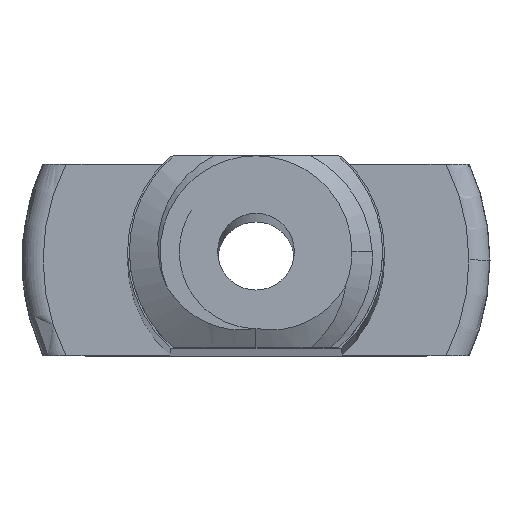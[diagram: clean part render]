
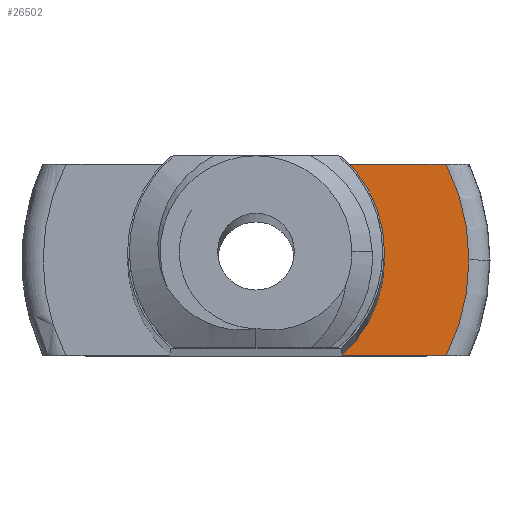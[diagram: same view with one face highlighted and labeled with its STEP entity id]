
A CAD part, top view. The second image highlights one B-rep face of the part: STEP entity #26502.
In plain terms, the highlighted planar face has unit normal (0, 0, 1).
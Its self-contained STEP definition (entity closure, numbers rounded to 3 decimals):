
#7432 = PLANE('',#7433);
#7433 = AXIS2_PLACEMENT_3D('',#7434,#7435,#7436);
#7434 = CARTESIAN_POINT('',(-12.5,-2.5,200.));
#7435 = DIRECTION('',(0.,1.,0.));
#7436 = DIRECTION('',(-1.,0.,0.));
#8221 = PLANE('',#8222);
#8222 = AXIS2_PLACEMENT_3D('',#8223,#8224,#8225);
#8223 = CARTESIAN_POINT('',(-12.5,2.5,200.));
#8224 = DIRECTION('',(0.,-1.,-0.));
#8225 = DIRECTION('',(1.,0.,0.));
#11415 = VERTEX_POINT('',#11416);
#11416 = CARTESIAN_POINT('',(4.955,-2.5,0.));
#11468 = TOROIDAL_SURFACE('',#11469,5.55,0.55);
#11469 = AXIS2_PLACEMENT_3D('',#11470,#11471,#11472);
#11470 = CARTESIAN_POINT('',(0.,0.,-0.55));
#11471 = DIRECTION('',(0.,0.,1.));
#11472 = DIRECTION('',(1.,0.,0.));
#11499 = EDGE_CURVE('',#11500,#11415,#11502,.T.);
#11500 = VERTEX_POINT('',#11501);
#11501 = CARTESIAN_POINT('',(2.23,-2.5,0.));
#11502 = SURFACE_CURVE('',#11503,(#11507,#11514),.PCURVE_S1.);
#11503 = LINE('',#11504,#11505);
#11504 = CARTESIAN_POINT('',(-6.25,-2.5,0.));
#11505 = VECTOR('',#11506,1.);
#11506 = DIRECTION('',(1.,0.,0.));
#11507 = PCURVE('',#7432,#11508);
#11508 = DEFINITIONAL_REPRESENTATION('',(#11509),#11513);
#11509 = LINE('',#11510,#11511);
#11510 = CARTESIAN_POINT('',(-6.25,-200.));
#11511 = VECTOR('',#11512,1.);
#11512 = DIRECTION('',(-1.,0.));
#11513 = ( GEOMETRIC_REPRESENTATION_CONTEXT(2) 
PARAMETRIC_REPRESENTATION_CONTEXT() REPRESENTATION_CONTEXT('2D SPACE',''
  ) );
#11514 = PCURVE('',#11515,#11520);
#11515 = PLANE('',#11516);
#11516 = AXIS2_PLACEMENT_3D('',#11517,#11518,#11519);
#11517 = CARTESIAN_POINT('',(0.,0.,0.));
#11518 = DIRECTION('',(0.,0.,-1.));
#11519 = DIRECTION('',(1.,0.,0.));
#11520 = DEFINITIONAL_REPRESENTATION('',(#11521),#11525);
#11521 = LINE('',#11522,#11523);
#11522 = CARTESIAN_POINT('',(-6.25,2.5));
#11523 = VECTOR('',#11524,1.);
#11524 = DIRECTION('',(1.,0.));
#11525 = ( GEOMETRIC_REPRESENTATION_CONTEXT(2) 
PARAMETRIC_REPRESENTATION_CONTEXT() REPRESENTATION_CONTEXT('2D SPACE',''
  ) );
#11543 = CYLINDRICAL_SURFACE('',#11544,3.35);
#11544 = AXIS2_PLACEMENT_3D('',#11545,#11546,#11547);
#11545 = CARTESIAN_POINT('',(0.,0.,117.35));
#11546 = DIRECTION('',(0.,0.,-1.));
#11547 = DIRECTION('',(1.,0.,0.));
#22953 = TOROIDAL_SURFACE('',#22954,5.55,0.55);
#22954 = AXIS2_PLACEMENT_3D('',#22955,#22956,#22957);
#22955 = CARTESIAN_POINT('',(0.,0.,-0.55));
#22956 = DIRECTION('',(0.,0.,1.));
#22957 = DIRECTION('',(1.,0.,0.));
#24859 = VERTEX_POINT('',#24860);
#24860 = CARTESIAN_POINT('',(4.955,2.5,0.));
#24938 = EDGE_CURVE('',#24939,#24859,#24941,.T.);
#24939 = VERTEX_POINT('',#24940);
#24940 = CARTESIAN_POINT('',(2.23,2.5,0.));
#24941 = SURFACE_CURVE('',#24942,(#24946,#24953),.PCURVE_S1.);
#24942 = LINE('',#24943,#24944);
#24943 = CARTESIAN_POINT('',(-6.25,2.5,0.));
#24944 = VECTOR('',#24945,1.);
#24945 = DIRECTION('',(1.,0.,0.));
#24946 = PCURVE('',#8221,#24947);
#24947 = DEFINITIONAL_REPRESENTATION('',(#24948),#24952);
#24948 = LINE('',#24949,#24950);
#24949 = CARTESIAN_POINT('',(6.25,-200.));
#24950 = VECTOR('',#24951,1.);
#24951 = DIRECTION('',(1.,0.));
#24952 = ( GEOMETRIC_REPRESENTATION_CONTEXT(2) 
PARAMETRIC_REPRESENTATION_CONTEXT() REPRESENTATION_CONTEXT('2D SPACE',''
  ) );
#24953 = PCURVE('',#11515,#24954);
#24954 = DEFINITIONAL_REPRESENTATION('',(#24955),#24959);
#24955 = LINE('',#24956,#24957);
#24956 = CARTESIAN_POINT('',(-6.25,-2.5));
#24957 = VECTOR('',#24958,1.);
#24958 = DIRECTION('',(1.,0.));
#24959 = ( GEOMETRIC_REPRESENTATION_CONTEXT(2) 
PARAMETRIC_REPRESENTATION_CONTEXT() REPRESENTATION_CONTEXT('2D SPACE',''
  ) );
#24975 = CYLINDRICAL_SURFACE('',#24976,3.35);
#24976 = AXIS2_PLACEMENT_3D('',#24977,#24978,#24979);
#24977 = CARTESIAN_POINT('',(0.,0.,117.35));
#24978 = DIRECTION('',(0.,0.,-1.));
#24979 = DIRECTION('',(1.,0.,0.));
#26429 = VERTEX_POINT('',#26430);
#26430 = CARTESIAN_POINT('',(3.35,0.,0.));
#26453 = EDGE_CURVE('',#26429,#11500,#26454,.T.);
#26454 = SURFACE_CURVE('',#26455,(#26460,#26467),.PCURVE_S1.);
#26455 = CIRCLE('',#26456,3.35);
#26456 = AXIS2_PLACEMENT_3D('',#26457,#26458,#26459);
#26457 = CARTESIAN_POINT('',(0.,0.,0.));
#26458 = DIRECTION('',(0.,0.,-1.));
#26459 = DIRECTION('',(1.,0.,0.));
#26460 = PCURVE('',#11543,#26461);
#26461 = DEFINITIONAL_REPRESENTATION('',(#26462),#26466);
#26462 = LINE('',#26463,#26464);
#26463 = CARTESIAN_POINT('',(0.,117.35));
#26464 = VECTOR('',#26465,1.);
#26465 = DIRECTION('',(1.,0.));
#26466 = ( GEOMETRIC_REPRESENTATION_CONTEXT(2) 
PARAMETRIC_REPRESENTATION_CONTEXT() REPRESENTATION_CONTEXT('2D SPACE',''
  ) );
#26467 = PCURVE('',#11515,#26468);
#26468 = DEFINITIONAL_REPRESENTATION('',(#26469),#26473);
#26469 = CIRCLE('',#26470,3.35);
#26470 = AXIS2_PLACEMENT_2D('',#26471,#26472);
#26471 = CARTESIAN_POINT('',(0.,0.));
#26472 = DIRECTION('',(1.,0.));
#26473 = ( GEOMETRIC_REPRESENTATION_CONTEXT(2) 
PARAMETRIC_REPRESENTATION_CONTEXT() REPRESENTATION_CONTEXT('2D SPACE',''
  ) );
#26502 = ADVANCED_FACE('',(#26503),#11515,.F.);
#26503 = FACE_BOUND('',#26504,.T.);
#26504 = EDGE_LOOP('',(#26505,#26506,#26528,#26529,#26530,#26554));
#26505 = ORIENTED_EDGE('',*,*,#24938,.F.);
#26506 = ORIENTED_EDGE('',*,*,#26507,.T.);
#26507 = EDGE_CURVE('',#24939,#26429,#26508,.T.);
#26508 = SURFACE_CURVE('',#26509,(#26514,#26521),.PCURVE_S1.);
#26509 = CIRCLE('',#26510,3.35);
#26510 = AXIS2_PLACEMENT_3D('',#26511,#26512,#26513);
#26511 = CARTESIAN_POINT('',(0.,0.,0.));
#26512 = DIRECTION('',(0.,0.,-1.));
#26513 = DIRECTION('',(1.,0.,0.));
#26514 = PCURVE('',#11515,#26515);
#26515 = DEFINITIONAL_REPRESENTATION('',(#26516),#26520);
#26516 = CIRCLE('',#26517,3.35);
#26517 = AXIS2_PLACEMENT_2D('',#26518,#26519);
#26518 = CARTESIAN_POINT('',(0.,0.));
#26519 = DIRECTION('',(1.,0.));
#26520 = ( GEOMETRIC_REPRESENTATION_CONTEXT(2) 
PARAMETRIC_REPRESENTATION_CONTEXT() REPRESENTATION_CONTEXT('2D SPACE',''
  ) );
#26521 = PCURVE('',#24975,#26522);
#26522 = DEFINITIONAL_REPRESENTATION('',(#26523),#26527);
#26523 = LINE('',#26524,#26525);
#26524 = CARTESIAN_POINT('',(0.,117.35));
#26525 = VECTOR('',#26526,1.);
#26526 = DIRECTION('',(1.,0.));
#26527 = ( GEOMETRIC_REPRESENTATION_CONTEXT(2) 
PARAMETRIC_REPRESENTATION_CONTEXT() REPRESENTATION_CONTEXT('2D SPACE',''
  ) );
#26528 = ORIENTED_EDGE('',*,*,#26453,.T.);
#26529 = ORIENTED_EDGE('',*,*,#11499,.T.);
#26530 = ORIENTED_EDGE('',*,*,#26531,.F.);
#26531 = EDGE_CURVE('',#26532,#11415,#26534,.T.);
#26532 = VERTEX_POINT('',#26533);
#26533 = CARTESIAN_POINT('',(5.55,0.,0.));
#26534 = SURFACE_CURVE('',#26535,(#26540,#26547),.PCURVE_S1.);
#26535 = CIRCLE('',#26536,5.55);
#26536 = AXIS2_PLACEMENT_3D('',#26537,#26538,#26539);
#26537 = CARTESIAN_POINT('',(0.,0.,0.));
#26538 = DIRECTION('',(0.,0.,-1.));
#26539 = DIRECTION('',(1.,0.,0.));
#26540 = PCURVE('',#11515,#26541);
#26541 = DEFINITIONAL_REPRESENTATION('',(#26542),#26546);
#26542 = CIRCLE('',#26543,5.55);
#26543 = AXIS2_PLACEMENT_2D('',#26544,#26545);
#26544 = CARTESIAN_POINT('',(0.,0.));
#26545 = DIRECTION('',(1.,0.));
#26546 = ( GEOMETRIC_REPRESENTATION_CONTEXT(2) 
PARAMETRIC_REPRESENTATION_CONTEXT() REPRESENTATION_CONTEXT('2D SPACE',''
  ) );
#26547 = PCURVE('',#11468,#26548);
#26548 = DEFINITIONAL_REPRESENTATION('',(#26549),#26553);
#26549 = LINE('',#26550,#26551);
#26550 = CARTESIAN_POINT('',(-0.,7.854));
#26551 = VECTOR('',#26552,1.);
#26552 = DIRECTION('',(-1.,0.));
#26553 = ( GEOMETRIC_REPRESENTATION_CONTEXT(2) 
PARAMETRIC_REPRESENTATION_CONTEXT() REPRESENTATION_CONTEXT('2D SPACE',''
  ) );
#26554 = ORIENTED_EDGE('',*,*,#26555,.F.);
#26555 = EDGE_CURVE('',#24859,#26532,#26556,.T.);
#26556 = SURFACE_CURVE('',#26557,(#26562,#26569),.PCURVE_S1.);
#26557 = CIRCLE('',#26558,5.55);
#26558 = AXIS2_PLACEMENT_3D('',#26559,#26560,#26561);
#26559 = CARTESIAN_POINT('',(0.,0.,0.));
#26560 = DIRECTION('',(0.,0.,-1.));
#26561 = DIRECTION('',(1.,0.,0.));
#26562 = PCURVE('',#11515,#26563);
#26563 = DEFINITIONAL_REPRESENTATION('',(#26564),#26568);
#26564 = CIRCLE('',#26565,5.55);
#26565 = AXIS2_PLACEMENT_2D('',#26566,#26567);
#26566 = CARTESIAN_POINT('',(0.,0.));
#26567 = DIRECTION('',(1.,0.));
#26568 = ( GEOMETRIC_REPRESENTATION_CONTEXT(2) 
PARAMETRIC_REPRESENTATION_CONTEXT() REPRESENTATION_CONTEXT('2D SPACE',''
  ) );
#26569 = PCURVE('',#22953,#26570);
#26570 = DEFINITIONAL_REPRESENTATION('',(#26571),#26575);
#26571 = LINE('',#26572,#26573);
#26572 = CARTESIAN_POINT('',(-0.,7.854));
#26573 = VECTOR('',#26574,1.);
#26574 = DIRECTION('',(-1.,0.));
#26575 = ( GEOMETRIC_REPRESENTATION_CONTEXT(2) 
PARAMETRIC_REPRESENTATION_CONTEXT() REPRESENTATION_CONTEXT('2D SPACE',''
  ) );
